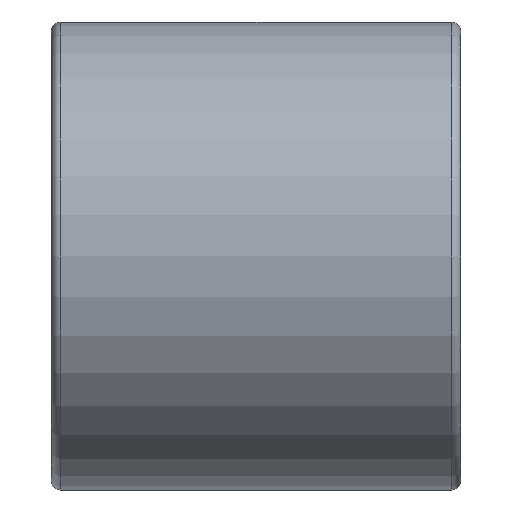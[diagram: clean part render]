
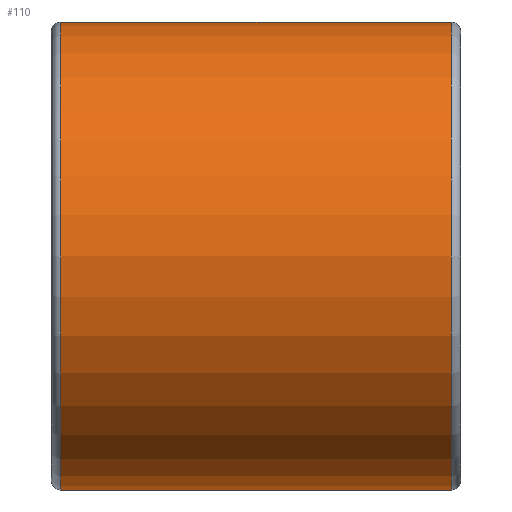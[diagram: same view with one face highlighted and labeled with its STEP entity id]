
A CAD part, left-side view. The second image highlights one B-rep face of the part: STEP entity #110.
In plain terms, the highlighted cylindrical face has radius 4 mm (diameter 8 mm), a partial arc.
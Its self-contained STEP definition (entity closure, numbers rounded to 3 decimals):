
#110=ADVANCED_FACE('',(#149),#151,.T.);
#149=FACE_BOUND('',#150,.T.);
#150=EDGE_LOOP('',(#241,#242,#243,#244));
#151=CYLINDRICAL_SURFACE('',#152,4.);
#152=AXIS2_PLACEMENT_3D('',#153,#154,#155);
#153=CARTESIAN_POINT('',(-16.,-16.,0.));
#154=DIRECTION('',(0.,-1.,0.));
#155=DIRECTION('',(-1.,0.,0.));
#241=ORIENTED_EDGE('',*,*,#297,.T.);
#242=ORIENTED_EDGE('',*,*,#284,.F.);
#243=ORIENTED_EDGE('',*,*,#298,.T.);
#244=ORIENTED_EDGE('',*,*,#286,.T.);
#284=EDGE_CURVE('',#314,#310,#316,.T.);
#286=EDGE_CURVE('',#320,#317,#321,.T.);
#297=EDGE_CURVE('',#317,#310,#341,.T.);
#298=EDGE_CURVE('',#314,#320,#342,.T.);
#310=VERTEX_POINT('',#354);
#314=VERTEX_POINT('',#362);
#316=LINE('',#366,#367);
#317=VERTEX_POINT('',#369);
#320=VERTEX_POINT('',#374);
#321=LINE('',#375,#376);
#341=CIRCLE('',#421,4.);
#342=CIRCLE('',#425,4.);
#354=CARTESIAN_POINT('',(-16.,6.84,-4.));
#362=CARTESIAN_POINT('',(-16.,0.16,-4.));
#366=CARTESIAN_POINT('',(-16.,0.16,-4.));
#367=VECTOR('',#368,1.);
#368=DIRECTION('',(0.,1.,0.));
#369=CARTESIAN_POINT('',(-16.,6.84,4.));
#374=CARTESIAN_POINT('',(-16.,0.16,4.));
#375=CARTESIAN_POINT('',(-16.,0.16,4.));
#376=VECTOR('',#377,1.);
#377=DIRECTION('',(0.,1.,0.));
#421=AXIS2_PLACEMENT_3D('',#422,#423,#424);
#422=CARTESIAN_POINT('',(-16.,6.84,0.));
#423=DIRECTION('',(0.,-1.,0.));
#424=DIRECTION('',(0.,0.,1.));
#425=AXIS2_PLACEMENT_3D('',#426,#427,#428);
#426=CARTESIAN_POINT('',(-16.,0.16,0.));
#427=DIRECTION('',(0.,1.,0.));
#428=DIRECTION('',(0.,0.,-1.));
